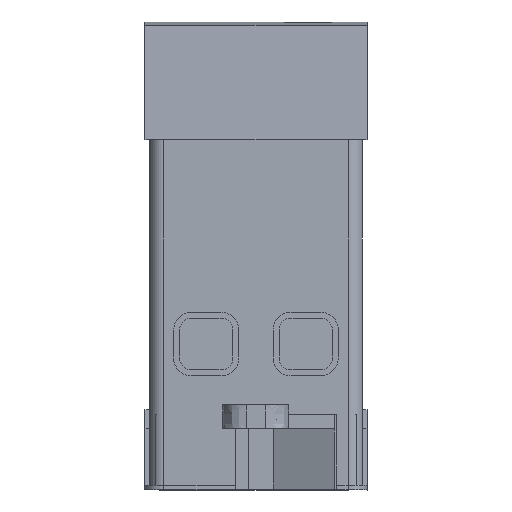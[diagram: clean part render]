
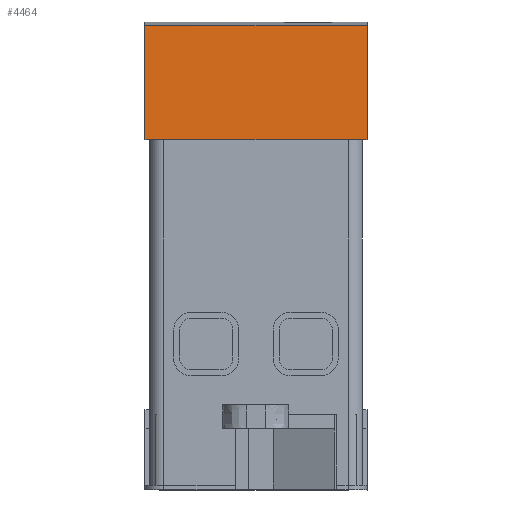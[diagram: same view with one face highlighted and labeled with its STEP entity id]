
A CAD part, front view. The second image highlights one B-rep face of the part: STEP entity #4464.
In plain terms, the highlighted planar face has unit normal (0, -0.999, 0.035).
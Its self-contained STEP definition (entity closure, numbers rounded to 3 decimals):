
#4421=AXIS2_PLACEMENT_3D('Plane Axis2P3D',#4418,#4419,#4420) ;
#767=CARTESIAN_POINT('Vertex',(46.,96.44,74.)) ;
#770=CARTESIAN_POINT('Line Origine',(23.5,96.44,74.)) ;
#774=CARTESIAN_POINT('Vertex',(1.,96.44,74.)) ;
#4418=CARTESIAN_POINT('Axis2P3D Location',(0.,96.405,73.)) ;
#4423=CARTESIAN_POINT('Line Origine',(0.5,96.44,74.)) ;
#4427=CARTESIAN_POINT('Vertex',(0.,96.44,74.)) ;
#4430=CARTESIAN_POINT('Line Origine',(46.5,96.44,74.)) ;
#4434=CARTESIAN_POINT('Vertex',(47.,96.44,74.)) ;
#4437=CARTESIAN_POINT('Line Origine',(47.,96.863,86.1)) ;
#4441=CARTESIAN_POINT('Vertex',(47.,97.285,98.2)) ;
#4444=CARTESIAN_POINT('Line Origine',(23.5,97.285,98.2)) ;
#4448=CARTESIAN_POINT('Vertex',(0.,97.285,98.2)) ;
#4451=CARTESIAN_POINT('Line Origine',(0.,96.863,86.1)) ;
#771=DIRECTION('Vector Direction',(1.,0.,0.)) ;
#4419=DIRECTION('Axis2P3D Direction',(0.,0.999,-0.035)) ;
#4420=DIRECTION('Axis2P3D XDirection',(0.,0.035,0.999)) ;
#4424=DIRECTION('Vector Direction',(1.,0.,0.)) ;
#4431=DIRECTION('Vector Direction',(-1.,0.,0.)) ;
#4438=DIRECTION('Vector Direction',(0.,0.035,0.999)) ;
#4445=DIRECTION('Vector Direction',(1.,0.,0.)) ;
#4452=DIRECTION('Vector Direction',(0.,0.035,0.999)) ;
#772=VECTOR('Line Direction',#771,1.) ;
#4425=VECTOR('Line Direction',#4424,1.) ;
#4432=VECTOR('Line Direction',#4431,1.) ;
#4439=VECTOR('Line Direction',#4438,1.) ;
#4446=VECTOR('Line Direction',#4445,1.) ;
#4453=VECTOR('Line Direction',#4452,1.) ;
#4457=ORIENTED_EDGE('',*,*,#4429,.T.) ;
#4458=ORIENTED_EDGE('',*,*,#776,.T.) ;
#4459=ORIENTED_EDGE('',*,*,#4436,.F.) ;
#4460=ORIENTED_EDGE('',*,*,#4443,.T.) ;
#4461=ORIENTED_EDGE('',*,*,#4450,.F.) ;
#4462=ORIENTED_EDGE('',*,*,#4455,.F.) ;
#4464=ADVANCED_FACE('Ueberspannungsschutz',(#4463),#4422,.F.) ;
#776=EDGE_CURVE('',#775,#768,#773,.T.) ;
#4429=EDGE_CURVE('',#4428,#775,#4426,.T.) ;
#4436=EDGE_CURVE('',#4435,#768,#4433,.T.) ;
#4443=EDGE_CURVE('',#4435,#4442,#4440,.T.) ;
#4450=EDGE_CURVE('',#4449,#4442,#4447,.T.) ;
#4455=EDGE_CURVE('',#4428,#4449,#4454,.T.) ;
#4456=EDGE_LOOP('',(#4457,#4458,#4459,#4460,#4461,#4462)) ;
#4463=FACE_OUTER_BOUND('',#4456,.T.) ;
#773=LINE('Line',#770,#772) ;
#4426=LINE('Line',#4423,#4425) ;
#4433=LINE('Line',#4430,#4432) ;
#4440=LINE('Line',#4437,#4439) ;
#4447=LINE('Line',#4444,#4446) ;
#4454=LINE('Line',#4451,#4453) ;
#4422=PLANE('',#4421) ;
#768=VERTEX_POINT('',#767) ;
#775=VERTEX_POINT('',#774) ;
#4428=VERTEX_POINT('',#4427) ;
#4435=VERTEX_POINT('',#4434) ;
#4442=VERTEX_POINT('',#4441) ;
#4449=VERTEX_POINT('',#4448) ;
